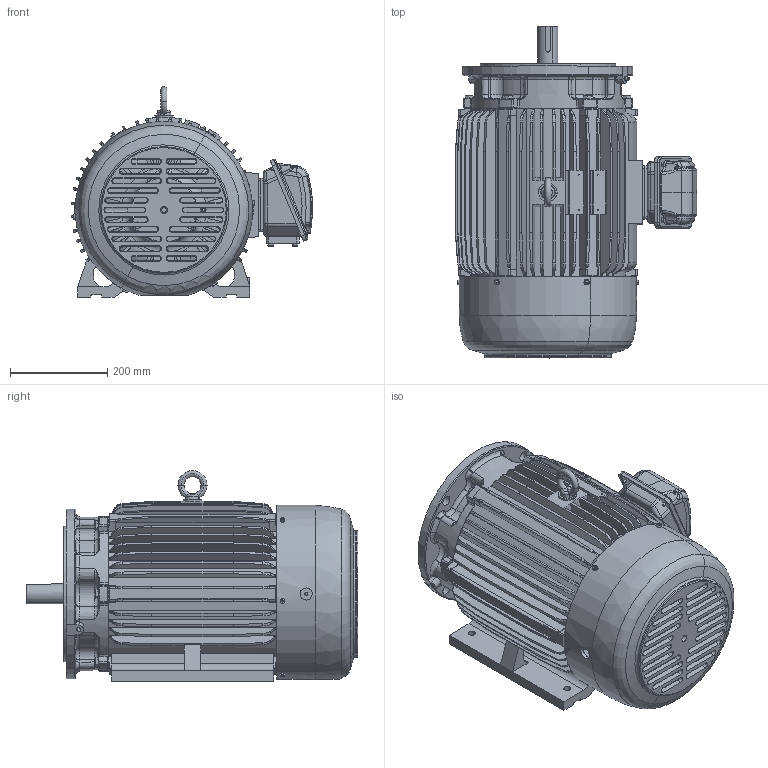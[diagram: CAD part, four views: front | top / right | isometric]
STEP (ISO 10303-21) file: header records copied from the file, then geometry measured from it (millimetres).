
FILE_DESCRIPTION(('CATIA V5 STEP Exchange'),'2;1');
FILE_NAME('286T-HV-DF_AllCATPart.stp','2012-08-24T08:03:52+00:00',('none'),('none'),'CATIA Version 5 Release 19 SP 9 (IN-10)','CATIA V5 STEP AP203','none');
FILE_SCHEMA(('CONFIG_CONTROL_DESIGN'));
Length unit declared in the file: millimetre
Products named in the file (1): 286T-HV-DF_AllCATPart
Bounding box: 497.32 x 684.05 x 434 mm (x, y, z)
Volume: 16542576.9 mm3; surface area: 3256176.9 mm2
Topology: 48 solids, 48 shells, 3667 faces, 9794 edges, 6198 vertices
Faces by surface type: plane 1217, cylinder 903, torus 613, cone 484, bspline 385, sphere 53, revolution 8, extrusion 4
Entity records: 142286 total; most frequent: CARTESIAN_POINT 63467, ORIENTED_EDGE 19398, DIRECTION 10848, EDGE_CURVE 9699, VERTEX_POINT 6198, AXIS2_PLACEMENT_3D 5491, EDGE_LOOP 3955, ADVANCED_FACE 3667
